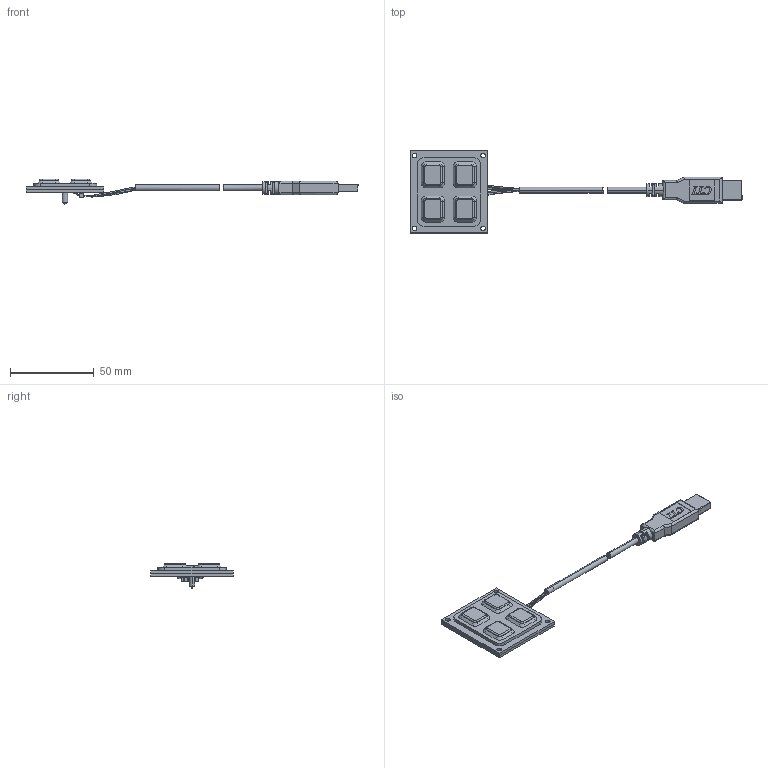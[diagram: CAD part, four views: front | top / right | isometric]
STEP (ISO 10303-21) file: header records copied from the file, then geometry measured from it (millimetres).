
FILE_DESCRIPTION (( 'STEP AP214' ), '1' );
FILE_NAME ('761833-3D KP4000.STEP', '2015-08-25T15:52:14', ( 'akali' ), ( 'Microsoft' ), 'SwSTEP 2.0', 'SolidWorks 2015', '' );
FILE_SCHEMA (( 'AUTOMOTIVE_DESIGN' ));
Length unit declared in the file: inch
Products named in the file (4): USB Cable 4 Button Switch CTI-3D; CTI XX 4 Button Sw USB; Switch Pad Elastomer 4 button; 761833-3D KP4000
Assembly tree (3 placements, depth 2):
  761833-3D KP4000
    Switch Pad Elastomer 4 button
    CTI XX 4 Button Sw USB
    USB Cable 4 Button Switch CTI-3D
Bounding box: 198.46 x 49.02 x 15.19 mm (x, y, z)
Volume: 17803.5 mm3; surface area: 14642.1 mm2
Topology: 4 solids, 4 shells, 373 faces, 926 edges, 577 vertices
Faces by surface type: plane 178, cylinder 108, bspline 45, torus 20, cone 18, sphere 4
Entity records: 14350 total; most frequent: CARTESIAN_POINT 3684, ORIENTED_EDGE 1844, DIRECTION 1710, EDGE_CURVE 922, VERTEX_POINT 577, VECTOR 570, AXIS2_PLACEMENT_3D 570, LINE 570
